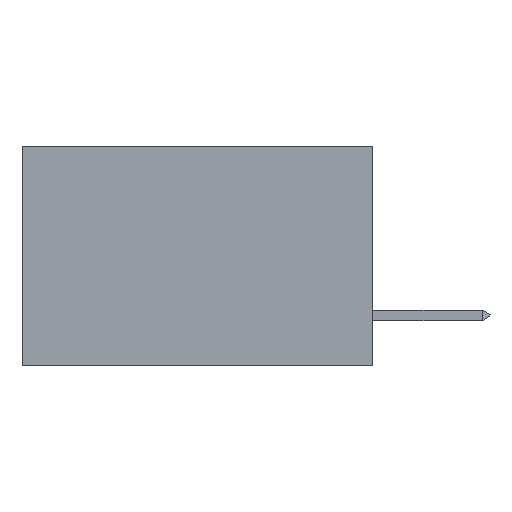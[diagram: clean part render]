
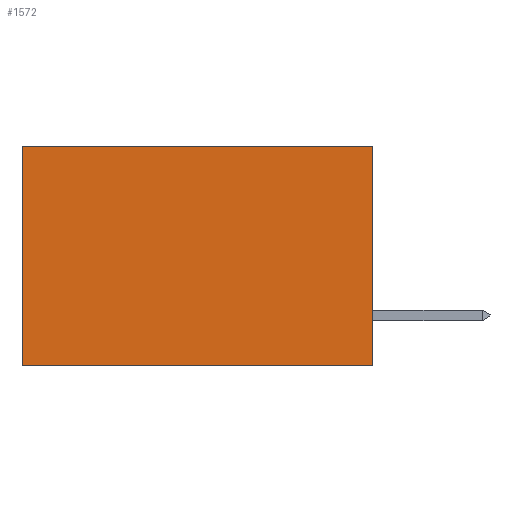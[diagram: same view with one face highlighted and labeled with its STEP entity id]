
A CAD part, left-side view. The second image highlights one B-rep face of the part: STEP entity #1572.
In plain terms, the highlighted planar face has unit normal (-1, 0, 0).
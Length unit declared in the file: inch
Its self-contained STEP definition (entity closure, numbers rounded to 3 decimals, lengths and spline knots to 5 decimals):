
#761 = ORIENTED_EDGE ( 'NONE', *, *, #9813, .T. ) ;
#942 = CARTESIAN_POINT ( 'NONE',  ( 0.277, 0., -0.37 ) ) ;
#1030 = CARTESIAN_POINT ( 'NONE',  ( 0.277, 0.59, 0. ) ) ;
#1073 = CARTESIAN_POINT ( 'NONE',  ( 0.277, 0., -0.37 ) ) ;
#1352 = AXIS2_PLACEMENT_3D ( 'NONE', #4057, #6875, #6596 ) ;
#1572 = ADVANCED_FACE ( 'NONE', ( #10936 ), #7704, .F. ) ;
#1679 = CARTESIAN_POINT ( 'NONE',  ( 0.277, 0., -0.37 ) ) ;
#1986 = LINE ( 'NONE', #942, #4269 ) ;
#2565 = VECTOR ( 'NONE', #6639, 39.37008 ) ;
#2650 = CARTESIAN_POINT ( 'NONE',  ( 0.277, 0.59, -0.37 ) ) ;
#2976 = ORIENTED_EDGE ( 'NONE', *, *, #8570, .F. ) ;
#3124 = VECTOR ( 'NONE', #11151, 39.37008 ) ;
#3813 = CARTESIAN_POINT ( 'NONE',  ( 0.277, 0.59, -0.37 ) ) ;
#3840 = DIRECTION ( 'NONE',  ( 0., 1., 0. ) ) ;
#4057 = CARTESIAN_POINT ( 'NONE',  ( 0.277, 0., -0.37 ) ) ;
#4269 = VECTOR ( 'NONE', #3840, 39.37008 ) ;
#4522 = ORIENTED_EDGE ( 'NONE', *, *, #6738, .T. ) ;
#4847 = VERTEX_POINT ( 'NONE', #1030 ) ;
#5712 = DIRECTION ( 'NONE',  ( 0., 1., 0. ) ) ;
#5797 = CARTESIAN_POINT ( 'NONE',  ( 0.277, 0., 0. ) ) ;
#5850 = VERTEX_POINT ( 'NONE', #7448 ) ;
#5990 = LINE ( 'NONE', #1073, #3124 ) ;
#6097 = EDGE_CURVE ( 'NONE', #5850, #8429, #5990, .T. ) ;
#6596 = DIRECTION ( 'NONE',  ( 0., 0., -1. ) ) ;
#6639 = DIRECTION ( 'NONE',  ( 0., 0., -1. ) ) ;
#6738 = EDGE_CURVE ( 'NONE', #5850, #4847, #10244, .T. ) ;
#6875 = DIRECTION ( 'NONE',  ( 1., 0., 0. ) ) ;
#7124 = VERTEX_POINT ( 'NONE', #2650 ) ;
#7448 = CARTESIAN_POINT ( 'NONE',  ( 0.277, 0., 0. ) ) ;
#7613 = EDGE_LOOP ( 'NONE', ( #761, #2976, #10234, #4522 ) ) ;
#7704 = PLANE ( 'NONE',  #1352 ) ;
#7933 = VECTOR ( 'NONE', #5712, 39.37008 ) ;
#8429 = VERTEX_POINT ( 'NONE', #1679 ) ;
#8570 = EDGE_CURVE ( 'NONE', #8429, #7124, #1986, .T. ) ;
#9813 = EDGE_CURVE ( 'NONE', #4847, #7124, #9911, .T. ) ;
#9911 = LINE ( 'NONE', #3813, #2565 ) ;
#10234 = ORIENTED_EDGE ( 'NONE', *, *, #6097, .F. ) ;
#10244 = LINE ( 'NONE', #5797, #7933 ) ;
#10936 = FACE_OUTER_BOUND ( 'NONE', #7613, .T. ) ;
#11151 = DIRECTION ( 'NONE',  ( 0., 0., -1. ) ) ;
